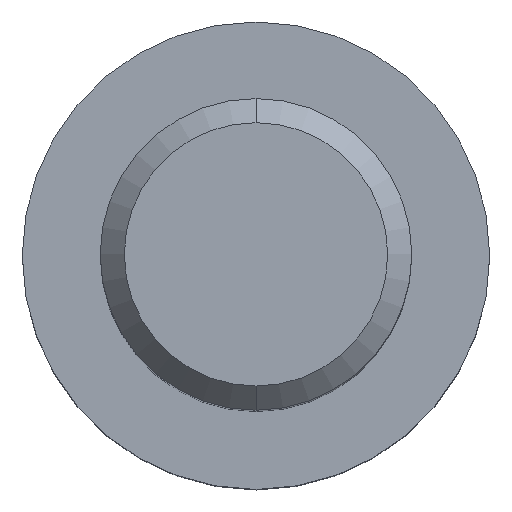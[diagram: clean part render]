
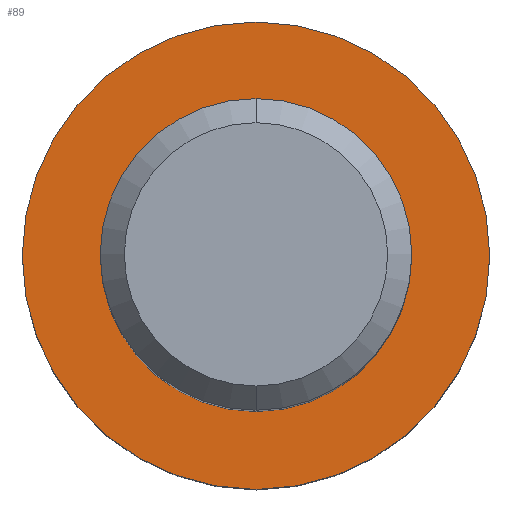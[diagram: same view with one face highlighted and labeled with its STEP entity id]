
A CAD part, top view. The second image highlights one B-rep face of the part: STEP entity #89.
In plain terms, the highlighted planar face has unit normal (0, 0, 1).
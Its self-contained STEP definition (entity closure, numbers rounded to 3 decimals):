
#89=ADVANCED_FACE('',(#120,#121),#122,.T.);
#120=FACE_BOUND('',#154,.T.);
#121=FACE_OUTER_BOUND('',#155,.T.);
#122=PLANE('',#156);
#154=EDGE_LOOP('',(#258,#259));
#155=EDGE_LOOP('',(#260,#261));
#156=AXIS2_PLACEMENT_3D('',#262,#263,#264);
#258=ORIENTED_EDGE('',*,*,#285,.T.);
#259=ORIENTED_EDGE('',*,*,#306,.T.);
#260=ORIENTED_EDGE('',*,*,#309,.T.);
#261=ORIENTED_EDGE('',*,*,#277,.T.);
#262=CARTESIAN_POINT('',(0.0,0.0,0.0));
#263=DIRECTION('',(0.,0.0,1.0));
#264=DIRECTION('',(1.0,0.0,0.));
#277=EDGE_CURVE('',#313,#310,#314,.T.);
#285=EDGE_CURVE('',#328,#326,#329,.T.);
#306=EDGE_CURVE('',#326,#328,#362,.T.);
#309=EDGE_CURVE('',#310,#313,#365,.T.);
#310=VERTEX_POINT('',#366);
#313=VERTEX_POINT('',#370);
#314=CIRCLE('',#371,10.5);
#326=VERTEX_POINT('',#386);
#328=VERTEX_POINT('',#389);
#329=CIRCLE('',#390,7.0);
#362=CIRCLE('',#442,7.0);
#365=CIRCLE('',#445,10.5);
#366=CARTESIAN_POINT('',(-10.5,0.0,0.));
#370=CARTESIAN_POINT('',(10.5,0.,0.));
#371=AXIS2_PLACEMENT_3D('',#447,#448,#449);
#386=CARTESIAN_POINT('',(0.,7.0,0.));
#389=CARTESIAN_POINT('',(0.,-7.0,0.0));
#390=AXIS2_PLACEMENT_3D('',#463,#464,#465);
#442=AXIS2_PLACEMENT_3D('',#488,#489,#490);
#445=AXIS2_PLACEMENT_3D('',#497,#498,#499);
#447=CARTESIAN_POINT('',(0.0,0.0,0.0));
#448=DIRECTION('',(0.,0.0,1.0));
#449=DIRECTION('',(-1.0,0.0,0.));
#463=CARTESIAN_POINT('',(0.0,0.0,0.0));
#464=DIRECTION('',(0.,0.0,-1.0));
#465=DIRECTION('',(0.0,1.0,0.0));
#488=CARTESIAN_POINT('',(0.0,0.0,0.0));
#489=DIRECTION('',(0.,0.0,-1.0));
#490=DIRECTION('',(0.0,1.0,0.0));
#497=CARTESIAN_POINT('',(0.0,0.0,0.0));
#498=DIRECTION('',(0.,0.0,1.0));
#499=DIRECTION('',(-1.0,0.0,0.));
